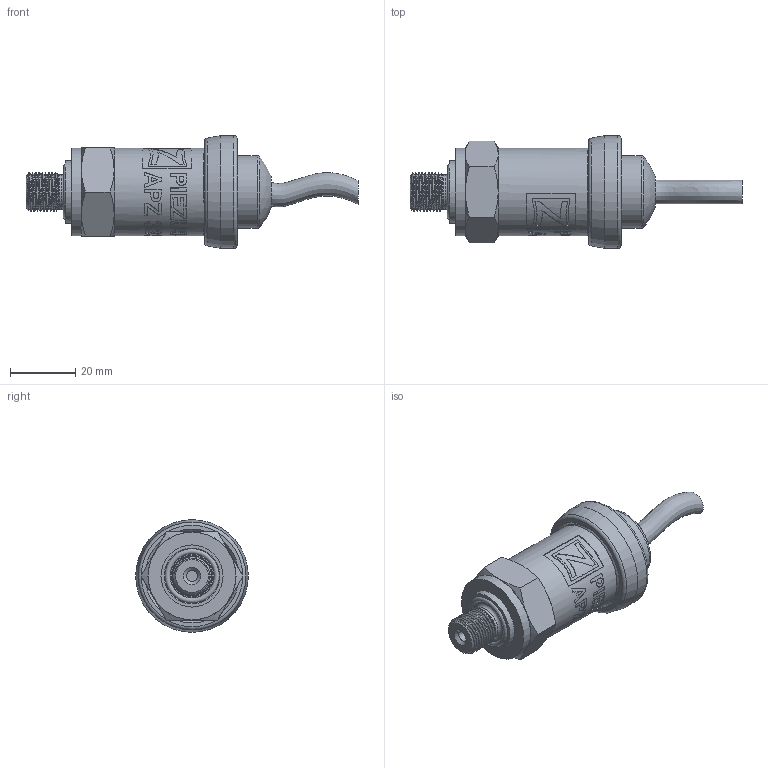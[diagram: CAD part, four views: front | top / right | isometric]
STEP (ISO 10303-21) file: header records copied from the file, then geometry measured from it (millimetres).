
FILE_DESCRIPTION(/* description */ (''),/* implementation_level */ '2;1');
FILE_NAME(/* name */ 'APZ3230_M12x1DIN_StainlessSteelCableGland.step',/* time_stamp */ '2021-06-24T10:26:17+03:00',/* author */ (''),/* organization */ (''),/* preprocessor_version */ 'ST-DEVELOPER v18.1',/* originating_system */ 'Autodesk Translation Framework v10.9.0.1377',/* authorisation */ '');
FILE_SCHEMA (('AUTOMOTIVE_DESIGN { 1 0 10303 214 3 1 1 }'));
Length unit declared in the file: millimetre
Products named in the file (6): APZ3230_M12x1DIN_StainlessSteelCableGland; M12x1 DIN; Stainless steel cable gland assembly v4; Stainless steel cable gland v2; Stainless steel cable gland nut v3; wire
Assembly tree (5 placements, depth 3):
  APZ3230_M12x1DIN_StainlessSteelCableGland
    M12x1 DIN
    Stainless steel cable gland assembly v4
      Stainless steel cable gland v2
      Stainless steel cable gland nut v3
      wire
Bounding box: 101.73 x 34.5 x 34.5 mm (x, y, z)
Volume: 37951.2 mm3; surface area: 13247.9 mm2
Topology: 5 solids, 5 shells, 404 faces, 1109 edges, 743 vertices
Faces by surface type: bspline 248, cylinder 76, plane 42, cone 24, torus 13, sphere 1
Full cylindrical faces by diameter (mm): 3.3 x1, 7.2 x1, 10.5 x1, 10.741 x9, 11.884 x8, 13 x1, 13.5 x1, 16.7 x1, 19 x1, 21.4 x1, 22.3 x2, 22.4 x1, 24.5 x1, 25.132 x4, 25.526 x2, 26.85 x5, 27.208 x3, 27.7 x1, 34.5 x1
Entity records: 31210 total; most frequent: CARTESIAN_POINT 22349, ORIENTED_EDGE 2218, EDGE_CURVE 1109, DIRECTION 1099, VERTEX_POINT 743, B_SPLINE_CURVE_WITH_KNOTS 503, EDGE_LOOP 438, FACE_OUTER_BOUND 404
